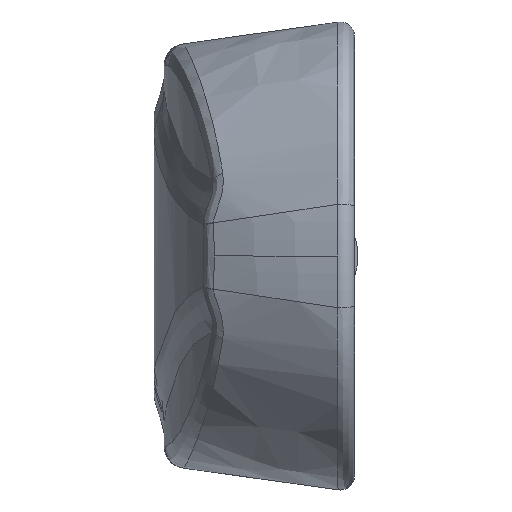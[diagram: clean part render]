
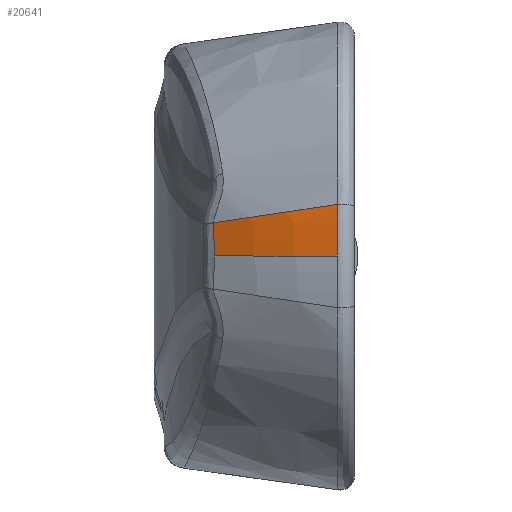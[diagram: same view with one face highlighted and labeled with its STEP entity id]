
A CAD part, left-side view. The second image highlights one B-rep face of the part: STEP entity #20641.
In plain terms, the highlighted toroidal (fillet/blend) face has major radius 2.607 mm and minor radius 32 mm.
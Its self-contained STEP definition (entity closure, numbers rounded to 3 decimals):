
#802 = TOROIDAL_SURFACE ( 'NONE', #4441, -2.607, 32. ) ;
#2905 = FACE_OUTER_BOUND ( 'NONE', #15259, .T. ) ;
#3331 = DIRECTION ( 'NONE',  ( 0., -1., 0. ) ) ;
#3451 = CARTESIAN_POINT ( 'NONE',  ( -16.634, 9.855, 3.138 ) ) ;
#3522 = CIRCLE ( 'NONE', #24116, 28.788 ) ;
#3650 = VERTEX_POINT ( 'NONE', #23906 ) ;
#3699 = CARTESIAN_POINT ( 'NONE',  ( 9.005, 1.204, 0.835 ) ) ;
#4441 = AXIS2_PLACEMENT_3D ( 'NONE', #5539, #3331, #7237 ) ;
#4979 = CARTESIAN_POINT ( 'NONE',  ( -16.633, 9.855, 3.15 ) ) ;
#5004 = DIRECTION ( 'NONE',  ( 1., 0., 0. ) ) ;
#5539 = CARTESIAN_POINT ( 'NONE',  ( 9.005, -4.99, 0.835 ) ) ;
#5742 = DIRECTION ( 'NONE',  ( 0., 1., 0. ) ) ;
#5800 = AXIS2_PLACEMENT_3D ( 'NONE', #14715, #18419, #5004 ) ;
#7237 = DIRECTION ( 'NONE',  ( -1., 0., 0. ) ) ;
#7629 = CARTESIAN_POINT ( 'NONE',  ( -16.633, 9.855, 3.15 ) ) ;
#7896 = ORIENTED_EDGE ( 'NONE', *, *, #24265, .T. ) ;
#7993 = VERTEX_POINT ( 'NONE', #18247 ) ;
#8222 = EDGE_CURVE ( 'NONE', #7993, #22800, #22827, .T. ) ;
#8322 = EDGE_CURVE ( 'NONE', #3650, #7993, #9422, .T. ) ;
#8658 = CARTESIAN_POINT ( 'NONE',  ( -18.027, 6.824, 3.604 ) ) ;
#8819 = CARTESIAN_POINT ( 'NONE',  ( -19.319, 2.524, 4.247 ) ) ;
#9422 = B_SPLINE_CURVE_WITH_KNOTS ( 'NONE', 3,
 ( #7629, #3451, #13342, #19243 ),
 .UNSPECIFIED., .F., .F.,
 ( 4, 4 ),
 ( 0., 0. ),
 .UNSPECIFIED. ) ;
#10933 = CARTESIAN_POINT ( 'NONE',  ( -16.719, 9.826, 2.352 ) ) ;
#11390 = ORIENTED_EDGE ( 'NONE', *, *, #8222, .T. ) ;
#11680 = DIRECTION ( 'NONE',  ( 0., 0., -1. ) ) ;
#12852 = CARTESIAN_POINT ( 'NONE',  ( -16.76, 9.811, 1.591 ) ) ;
#12930 = CARTESIAN_POINT ( 'NONE',  ( -16.636, 9.854, 3.113 ) ) ;
#12943 = CIRCLE ( 'NONE', #5800, 32. ) ;
#12958 = CARTESIAN_POINT ( 'NONE',  ( -16.76, 9.811, 0.835 ) ) ;
#13050 = VERTEX_POINT ( 'NONE', #20474 ) ;
#13056 = ORIENTED_EDGE ( 'NONE', *, *, #15440, .T. ) ;
#13342 = CARTESIAN_POINT ( 'NONE',  ( -16.635, 9.855, 3.125 ) ) ;
#14091 = B_SPLINE_CURVE_WITH_KNOTS ( 'NONE', 3,
 ( #22230, #8819, #14456, #8658, #22062, #4979 ),
 .UNSPECIFIED., .F., .F.,
 ( 4, 2, 4 ),
 ( 0., 0.5, 1. ),
 .UNSPECIFIED. ) ;
#14195 = CARTESIAN_POINT ( 'NONE',  ( -19.783, 1.204, 0.835 ) ) ;
#14456 = CARTESIAN_POINT ( 'NONE',  ( -18.979, 3.921, 4.038 ) ) ;
#14715 = CARTESIAN_POINT ( 'NONE',  ( 11.611, -4.99, 0.835 ) ) ;
#15259 = EDGE_LOOP ( 'NONE', ( #11390, #7896, #24874, #13056, #17007 ) ) ;
#15440 = EDGE_CURVE ( 'NONE', #13050, #3650, #14091, .T. ) ;
#16879 = CARTESIAN_POINT ( 'NONE',  ( -16.76, 9.811, 0.835 ) ) ;
#17007 = ORIENTED_EDGE ( 'NONE', *, *, #8322, .T. ) ;
#18247 = CARTESIAN_POINT ( 'NONE',  ( -16.636, 9.854, 3.113 ) ) ;
#18419 = DIRECTION ( 'NONE',  ( 0., 0., 1. ) ) ;
#19243 = CARTESIAN_POINT ( 'NONE',  ( -16.636, 9.854, 3.113 ) ) ;
#20018 = EDGE_CURVE ( 'NONE', #20371, #13050, #3522, .T. ) ;
#20371 = VERTEX_POINT ( 'NONE', #14195 ) ;
#20474 = CARTESIAN_POINT ( 'NONE',  ( -19.556, 1.204, 4.446 ) ) ;
#20641 = ADVANCED_FACE ( 'NONE', ( #2905 ), #802, .T. ) ;
#22062 = CARTESIAN_POINT ( 'NONE',  ( -17.414, 8.329, 3.378 ) ) ;
#22230 = CARTESIAN_POINT ( 'NONE',  ( -19.556, 1.204, 4.446 ) ) ;
#22800 = VERTEX_POINT ( 'NONE', #12958 ) ;
#22827 = B_SPLINE_CURVE_WITH_KNOTS ( 'NONE', 3,
 ( #12930, #10933, #12852, #16879 ),
 .UNSPECIFIED., .F., .F.,
 ( 4, 4 ),
 ( 0., 0.5 ),
 .UNSPECIFIED. ) ;
#23906 = CARTESIAN_POINT ( 'NONE',  ( -16.633, 9.855, 3.15 ) ) ;
#24116 = AXIS2_PLACEMENT_3D ( 'NONE', #3699, #5742, #11680 ) ;
#24265 = EDGE_CURVE ( 'NONE', #22800, #20371, #12943, .T. ) ;
#24874 = ORIENTED_EDGE ( 'NONE', *, *, #20018, .T. ) ;
